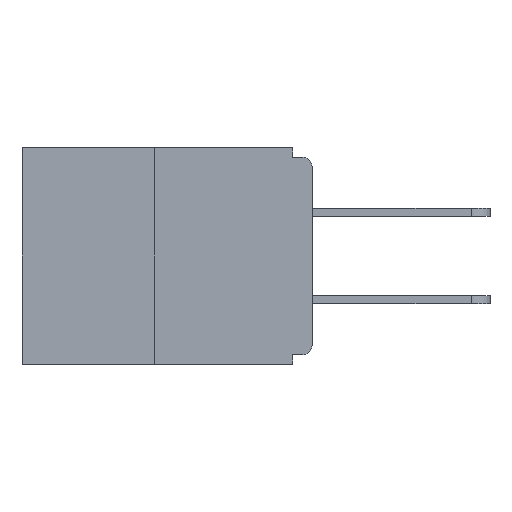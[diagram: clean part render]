
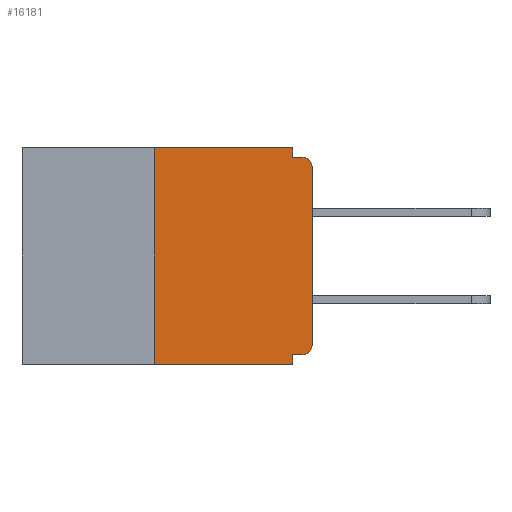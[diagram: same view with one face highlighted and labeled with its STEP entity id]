
A CAD part, left-side view. The second image highlights one B-rep face of the part: STEP entity #16181.
In plain terms, the highlighted planar face has unit normal (-1, 0, 0).
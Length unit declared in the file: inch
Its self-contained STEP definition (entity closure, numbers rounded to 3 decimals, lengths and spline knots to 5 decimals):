
#556 = ORIENTED_EDGE ( 'NONE', *, *, #5709, .F. ) ;
#564 = DIRECTION ( 'NONE',  ( -1., 0., 0. ) ) ;
#780 = CARTESIAN_POINT ( 'NONE',  ( 0., 0.031, -0.328 ) ) ;
#1035 = CARTESIAN_POINT ( 'NONE',  ( 0., 0.031, -0.343 ) ) ;
#1326 = AXIS2_PLACEMENT_3D ( 'NONE', #16835, #564, #16435 ) ;
#1334 = CARTESIAN_POINT ( 'NONE',  ( 0., 0., -0.328 ) ) ;
#1462 = EDGE_CURVE ( 'NONE', #2216, #19115, #6480, .T. ) ;
#2116 = CARTESIAN_POINT ( 'NONE',  ( 0., 0., -0.03 ) ) ;
#2216 = VERTEX_POINT ( 'NONE', #19403 ) ;
#2334 = VECTOR ( 'NONE', #21001, 39.37008 ) ;
#2587 = CARTESIAN_POINT ( 'NONE',  ( 0., 0.031, 0. ) ) ;
#3493 = EDGE_CURVE ( 'NONE', #12771, #9142, #16613, .T. ) ;
#3528 = VECTOR ( 'NONE', #7515, 39.37008 ) ;
#3811 = DIRECTION ( 'NONE',  ( 0., 0., 1. ) ) ;
#3888 = ORIENTED_EDGE ( 'NONE', *, *, #27578, .F. ) ;
#4002 = LINE ( 'NONE', #4654, #28528 ) ;
#4342 = VECTOR ( 'NONE', #3811, 39.37008 ) ;
#4629 = CARTESIAN_POINT ( 'NONE',  ( 0., 0., -0.015 ) ) ;
#4654 = CARTESIAN_POINT ( 'NONE',  ( 0., 0.46, 0. ) ) ;
#5398 = AXIS2_PLACEMENT_3D ( 'NONE', #15723, #27020, #11443 ) ;
#5512 = EDGE_CURVE ( 'NONE', #10921, #12771, #4002, .T. ) ;
#5709 = EDGE_CURVE ( 'NONE', #14305, #27922, #26378, .T. ) ;
#5825 = CARTESIAN_POINT ( 'NONE',  ( 0., 0., 0. ) ) ;
#6480 = LINE ( 'NONE', #5825, #4342 ) ;
#6608 = DIRECTION ( 'NONE',  ( 0., 0., 1. ) ) ;
#6801 = DIRECTION ( 'NONE',  ( 0., -1., 0. ) ) ;
#7153 = LINE ( 'NONE', #20278, #27765 ) ;
#7367 = ORIENTED_EDGE ( 'NONE', *, *, #5512, .F. ) ;
#7443 = ORIENTED_EDGE ( 'NONE', *, *, #18584, .T. ) ;
#7446 = CARTESIAN_POINT ( 'NONE',  ( 0., 0.46, -0.343 ) ) ;
#7515 = DIRECTION ( 'NONE',  ( 0., 0., -1. ) ) ;
#8236 = VECTOR ( 'NONE', #21755, 39.37008 ) ;
#8727 = CARTESIAN_POINT ( 'NONE',  ( 0., 0.25, 0. ) ) ;
#9142 = VERTEX_POINT ( 'NONE', #15829 ) ;
#9205 = CARTESIAN_POINT ( 'NONE',  ( 0., 0.015, -0.328 ) ) ;
#9306 = VERTEX_POINT ( 'NONE', #25708 ) ;
#10228 = EDGE_CURVE ( 'NONE', #27922, #9306, #12803, .T. ) ;
#10526 = VECTOR ( 'NONE', #15076, 39.37008 ) ;
#10921 = VERTEX_POINT ( 'NONE', #8727 ) ;
#11443 = DIRECTION ( 'NONE',  ( 0., 0., -1. ) ) ;
#12312 = VECTOR ( 'NONE', #6801, 39.37008 ) ;
#12771 = VERTEX_POINT ( 'NONE', #16222 ) ;
#12803 = LINE ( 'NONE', #1035, #3528 ) ;
#13667 = DIRECTION ( 'NONE',  ( -1., 0., 0. ) ) ;
#13890 = AXIS2_PLACEMENT_3D ( 'NONE', #18370, #13667, #22896 ) ;
#14305 = VERTEX_POINT ( 'NONE', #9205 ) ;
#14536 = ORIENTED_EDGE ( 'NONE', *, *, #3493, .F. ) ;
#15076 = DIRECTION ( 'NONE',  ( 0., 0., -1. ) ) ;
#15723 = CARTESIAN_POINT ( 'NONE',  ( 0., 0.46, 0. ) ) ;
#15829 = CARTESIAN_POINT ( 'NONE',  ( 0., 0.031, -0.015 ) ) ;
#15863 = VERTEX_POINT ( 'NONE', #25746 ) ;
#15973 = ORIENTED_EDGE ( 'NONE', *, *, #1462, .T. ) ;
#16181 = ADVANCED_FACE ( 'NONE', ( #25170 ), #18424, .F. ) ;
#16222 = CARTESIAN_POINT ( 'NONE',  ( 0., 0.031, 0. ) ) ;
#16435 = DIRECTION ( 'NONE',  ( 0., 0., -1. ) ) ;
#16613 = LINE ( 'NONE', #2587, #10526 ) ;
#16835 = CARTESIAN_POINT ( 'NONE',  ( 0., 0.015, -0.313 ) ) ;
#17144 = CIRCLE ( 'NONE', #13890, 0.015 ) ;
#18370 = CARTESIAN_POINT ( 'NONE',  ( 0., 0.015, -0.03 ) ) ;
#18424 = PLANE ( 'NONE',  #5398 ) ;
#18557 = EDGE_CURVE ( 'NONE', #15863, #9306, #28250, .T. ) ;
#18584 = EDGE_CURVE ( 'NONE', #14305, #2216, #28928, .T. ) ;
#18613 = DIRECTION ( 'NONE',  ( 0., -1., 0. ) ) ;
#19115 = VERTEX_POINT ( 'NONE', #2116 ) ;
#19403 = CARTESIAN_POINT ( 'NONE',  ( 0., 0., -0.313 ) ) ;
#19734 = ORIENTED_EDGE ( 'NONE', *, *, #10228, .F. ) ;
#20278 = CARTESIAN_POINT ( 'NONE',  ( 0., 0.25, 0. ) ) ;
#21001 = DIRECTION ( 'NONE',  ( 0., -1., 0. ) ) ;
#21337 = ORIENTED_EDGE ( 'NONE', *, *, #18557, .T. ) ;
#21755 = DIRECTION ( 'NONE',  ( 0., 1., 0. ) ) ;
#21817 = EDGE_CURVE ( 'NONE', #19115, #28853, #17144, .T. ) ;
#22597 = CARTESIAN_POINT ( 'NONE',  ( 0., 0.015, -0.015 ) ) ;
#22896 = DIRECTION ( 'NONE',  ( 0., 0., -1. ) ) ;
#24621 = EDGE_CURVE ( 'NONE', #9142, #28853, #28624, .T. ) ;
#25170 = FACE_OUTER_BOUND ( 'NONE', #27390, .T. ) ;
#25708 = CARTESIAN_POINT ( 'NONE',  ( 0., 0.031, -0.343 ) ) ;
#25746 = CARTESIAN_POINT ( 'NONE',  ( 0., 0.25, -0.343 ) ) ;
#26378 = LINE ( 'NONE', #1334, #8236 ) ;
#26906 = ORIENTED_EDGE ( 'NONE', *, *, #24621, .F. ) ;
#26907 = ORIENTED_EDGE ( 'NONE', *, *, #21817, .T. ) ;
#27020 = DIRECTION ( 'NONE',  ( 1., 0., 0. ) ) ;
#27390 = EDGE_LOOP ( 'NONE', ( #7367, #3888, #21337, #19734, #556, #7443, #15973, #26907, #26906, #14536 ) ) ;
#27578 = EDGE_CURVE ( 'NONE', #15863, #10921, #7153, .T. ) ;
#27765 = VECTOR ( 'NONE', #6608, 39.37008 ) ;
#27922 = VERTEX_POINT ( 'NONE', #780 ) ;
#28250 = LINE ( 'NONE', #7446, #2334 ) ;
#28528 = VECTOR ( 'NONE', #18613, 39.37008 ) ;
#28624 = LINE ( 'NONE', #4629, #12312 ) ;
#28853 = VERTEX_POINT ( 'NONE', #22597 ) ;
#28928 = CIRCLE ( 'NONE', #1326, 0.015 ) ;
